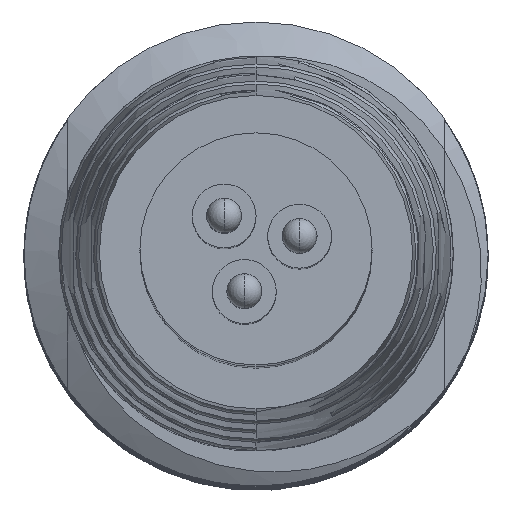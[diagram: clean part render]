
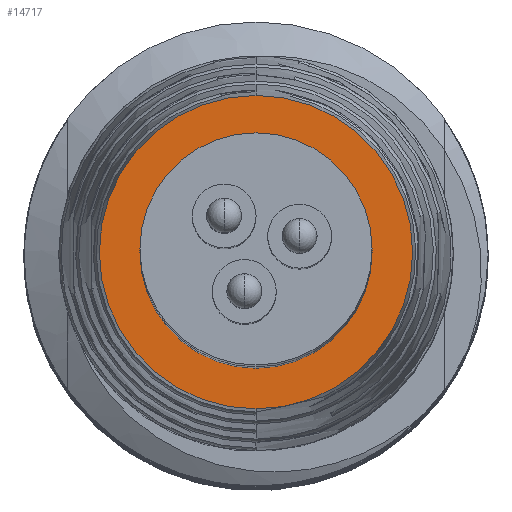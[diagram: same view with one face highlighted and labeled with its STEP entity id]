
A CAD part, top view. The second image highlights one B-rep face of the part: STEP entity #14717.
In plain terms, the highlighted planar face has unit normal (0, 0, 1).
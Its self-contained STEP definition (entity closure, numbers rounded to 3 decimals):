
#91=CARTESIAN_POINT('',(0.,0.,62.));
#92=DIRECTION('',(0.,0.,1.));
#93=DIRECTION('',(0.,-1.,0.));
#94=AXIS2_PLACEMENT_3D('',#91,#92,#93);
#6570=CARTESIAN_POINT('',(0.,0.,62.));
#6571=DIRECTION('',(0.,0.,-1.));
#6572=DIRECTION('',(0.,-1.,0.));
#6573=AXIS2_PLACEMENT_3D('',#6570,#6571,#6572);
#7071=CARTESIAN_POINT('',(0.,0.,62.));
#7072=DIRECTION('',(0.,0.,1.));
#7073=DIRECTION('',(0.,1.,0.));
#7074=AXIS2_PLACEMENT_3D('',#7071,#7072,#7073);
#7076=CARTESIAN_POINT('',(0.,0.,62.));
#7077=DIRECTION('',(0.,0.,1.));
#7078=DIRECTION('',(0.,-1.,0.));
#7079=AXIS2_PLACEMENT_3D('',#7076,#7077,#7078);
#7273=CARTESIAN_POINT('',(0.,-2.7,62.));
#7274=CARTESIAN_POINT('',(0.,2.7,62.));
#7275=VERTEX_POINT('',#7273);
#7276=VERTEX_POINT('',#7274);
#7576=CARTESIAN_POINT('',(0.,2.,62.));
#7577=CARTESIAN_POINT('',(0.,-2.,62.));
#7578=VERTEX_POINT('',#7576);
#7579=VERTEX_POINT('',#7577);
#14702=CARTESIAN_POINT('',(0.,0.,62.));
#14703=DIRECTION('',(0.,0.,1.));
#14704=DIRECTION('',(0.,1.,0.));
#14705=AXIS2_PLACEMENT_3D('',#14702,#14703,#14704);
#14706=PLANE('',#14705);
#14707=ORIENTED_EDGE('',*,*,#7918,.F.);
#14708=ORIENTED_EDGE('',*,*,#14062,.T.);
#14709=EDGE_LOOP('',(#14707,#14708));
#14710=FACE_OUTER_BOUND('',#14709,.F.);
#14712=ORIENTED_EDGE('',*,*,#14711,.T.);
#14714=ORIENTED_EDGE('',*,*,#14713,.T.);
#14715=EDGE_LOOP('',(#14712,#14714));
#14716=FACE_BOUND('',#14715,.F.);
#14717=ADVANCED_FACE('',(#14710,#14716),#14706,.T.);
#95=CIRCLE('',#94,2.7);
#6574=CIRCLE('',#6573,2.7);
#7075=CIRCLE('',#7074,2.);
#7080=CIRCLE('',#7079,2.);
#7918=EDGE_CURVE('',#7275,#7276,#95,.T.);
#14062=EDGE_CURVE('',#7275,#7276,#6574,.T.);
#14711=EDGE_CURVE('',#7578,#7579,#7075,.T.);
#14713=EDGE_CURVE('',#7579,#7578,#7080,.T.);
